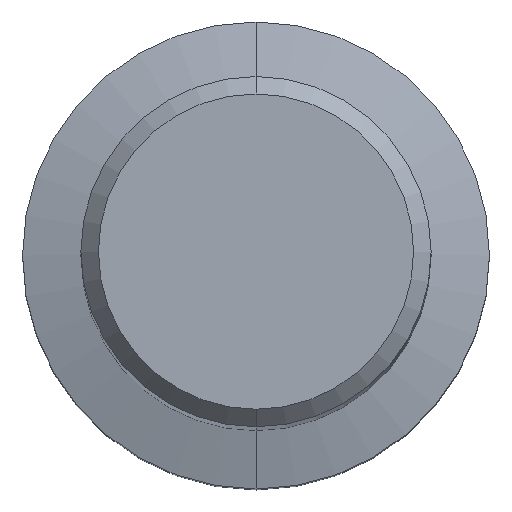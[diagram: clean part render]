
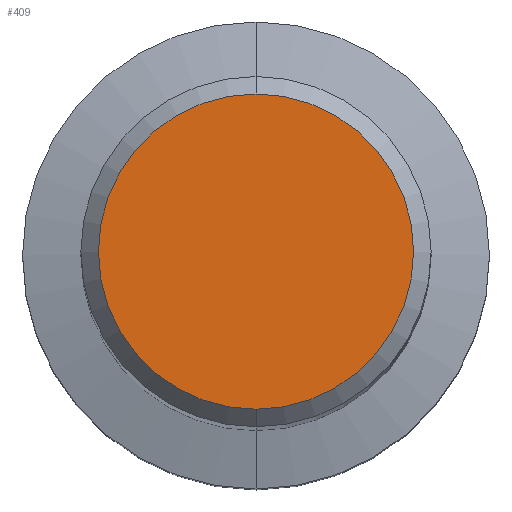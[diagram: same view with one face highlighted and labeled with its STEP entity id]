
A CAD part, top view. The second image highlights one B-rep face of the part: STEP entity #409.
In plain terms, the highlighted planar face has unit normal (0, 0, 1).
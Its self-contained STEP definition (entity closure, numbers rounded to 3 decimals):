
#215=VERTEX_POINT('',#572);
#237=EDGE_CURVE('',#215,#255,#598,.T.);
#255=VERTEX_POINT('',#616);
#275=EDGE_CURVE('',#255,#215,#638,.T.);
#409=ADVANCED_FACE('',(#788),#789,.T.);
#572=CARTESIAN_POINT('',(0.0,5.4,0.0));
#598=CIRCLE('',#1010,5.4);
#616=CARTESIAN_POINT('',(0.,-5.4,0.0));
#638=CIRCLE('',#1103,5.4);
#788=FACE_OUTER_BOUND('',#1469,.T.);
#789=PLANE('',#1470);
#1010=AXIS2_PLACEMENT_3D('',#1760,#1761,#1762);
#1103=AXIS2_PLACEMENT_3D('',#1799,#1800,#1801);
#1469=EDGE_LOOP('',(#1969,#1970));
#1470=AXIS2_PLACEMENT_3D('',#1971,#1972,#1973);
#1760=CARTESIAN_POINT('',(0.0,0.0,0.0));
#1761=DIRECTION('',(0.0,0.0,-1.0));
#1762=DIRECTION('',(0.0,1.0,0.0));
#1799=CARTESIAN_POINT('',(0.0,0.0,0.0));
#1800=DIRECTION('',(0.0,0.0,-1.0));
#1801=DIRECTION('',(0.0,1.0,0.0));
#1969=ORIENTED_EDGE('',*,*,#237,.F.);
#1970=ORIENTED_EDGE('',*,*,#275,.F.);
#1971=CARTESIAN_POINT('',(0.0,2.7,0.0));
#1972=DIRECTION('',(-0.0,0.0,1.0));
#1973=DIRECTION('',(0.0,-1.0,0.0));
